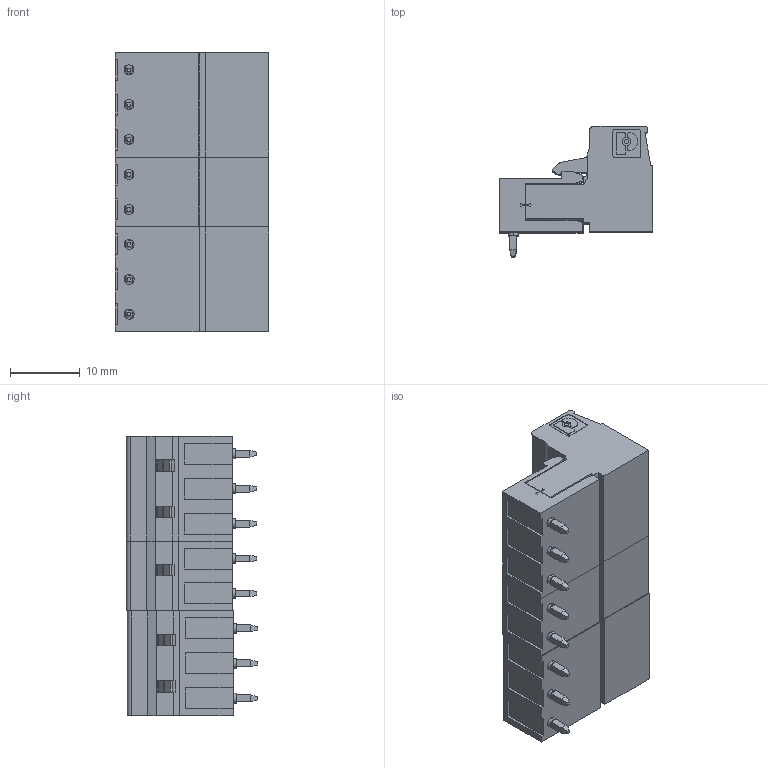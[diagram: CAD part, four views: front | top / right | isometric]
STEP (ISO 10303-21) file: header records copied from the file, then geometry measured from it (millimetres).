
FILE_DESCRIPTION (( 'STEP AP214' ), '1' );
FILE_NAME ('Ensamblaje8.STEP', '2019-04-16T20:57:46', ( '' ), ( '' ), 'SwSTEP 2.0', 'SolidWorks 2018', '' );
FILE_SCHEMA (( 'AUTOMOTIVE_DESIGN' ));
Length unit declared in the file: millimetre
Products named in the file (5): Ensamblaje1.STEP; Ensamblaje8; MSTB 2,5_3_ST_1754465 + MSTB 2,5_ 3_G_1754452 (Phoenix Contact).step.STEP; MSTB 2,5_3_ST_1754465 + MSTB 2,5_ 3_G_1754452 (Phoenix Contact).step; MSTB 2,5_2_ST_1754449 + MSTB 2,5_ 2_G_1754436 (Phoenix Contact).step.STEP
Assembly tree (4 placements, depth 3):
  Ensamblaje8
    MSTB 2,5_3_ST_1754465 + MSTB 2,5_ 3_G_1754452 (Phoenix Contact).step
    Ensamblaje1.STEP
      MSTB 2,5_2_ST_1754449 + MSTB 2,5_ 2_G_1754436 (Phoenix Contact).step.STEP
      MSTB 2,5_3_ST_1754465 + MSTB 2,5_ 3_G_1754452 (Phoenix Contact).step.STEP
Bounding box: 22.02 x 18.77 x 40 mm (x, y, z)
Volume: 8670.3 mm3; surface area: 7768.3 mm2
Topology: 6 solids, 6 shells, 1154 faces, 2846 edges, 1812 vertices
Faces by surface type: plane 867, cylinder 279, cone 8
Entity records: 33861 total; most frequent: CARTESIAN_POINT 5862, DIRECTION 5794, ORIENTED_EDGE 5680, EDGE_CURVE 2840, LINE 2178, VECTOR 2178, VERTEX_POINT 1812, AXIS2_PLACEMENT_3D 1808
